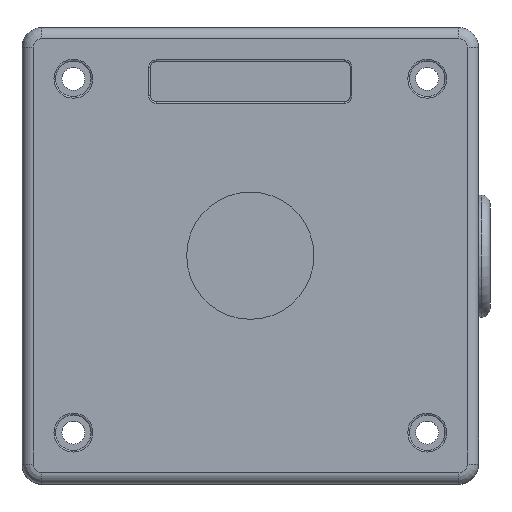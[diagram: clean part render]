
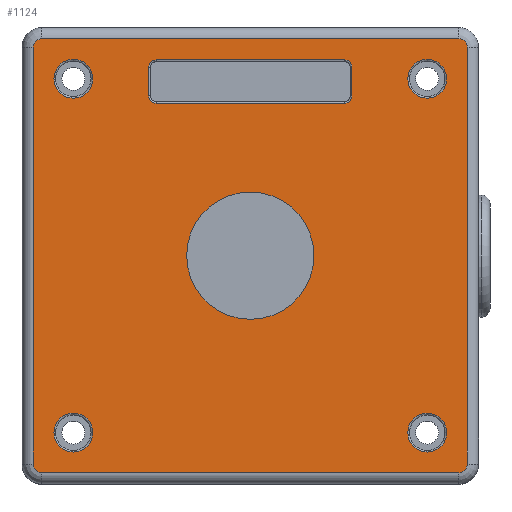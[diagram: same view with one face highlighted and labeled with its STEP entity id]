
A CAD part, top view. The second image highlights one B-rep face of the part: STEP entity #1124.
In plain terms, the highlighted planar face has unit normal (0, 0, 1).
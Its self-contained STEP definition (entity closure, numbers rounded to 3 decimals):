
#1124 = ADVANCED_FACE('',(#1125,#1136,#1206,#1276,#1287,#1298,#1309),
  #1320,.T.);
#1125 = FACE_BOUND('',#1126,.T.);
#1126 = EDGE_LOOP('',(#1127));
#1127 = ORIENTED_EDGE('',*,*,#1128,.F.);
#1128 = EDGE_CURVE('',#1129,#1129,#1131,.T.);
#1129 = VERTEX_POINT('',#1130);
#1130 = CARTESIAN_POINT('',(34.4,31.,59.9));
#1131 = CIRCLE('',#1132,3.4);
#1132 = AXIS2_PLACEMENT_3D('',#1133,#1134,#1135);
#1133 = CARTESIAN_POINT('',(31.,31.,59.9));
#1134 = DIRECTION('',(0.,0.,1.));
#1135 = DIRECTION('',(1.,0.,-0.));
#1136 = FACE_BOUND('',#1137,.T.);
#1137 = EDGE_LOOP('',(#1138,#1148,#1157,#1165,#1174,#1182,#1191,#1199));
#1138 = ORIENTED_EDGE('',*,*,#1139,.T.);
#1139 = EDGE_CURVE('',#1140,#1142,#1144,.T.);
#1140 = VERTEX_POINT('',#1141);
#1141 = CARTESIAN_POINT('',(-16.5,34.3,59.9));
#1142 = VERTEX_POINT('',#1143);
#1143 = CARTESIAN_POINT('',(16.5,34.3,59.9));
#1144 = LINE('',#1145,#1146);
#1145 = CARTESIAN_POINT('',(-16.5,34.3,59.9));
#1146 = VECTOR('',#1147,1.);
#1147 = DIRECTION('',(1.,0.,0.));
#1148 = ORIENTED_EDGE('',*,*,#1149,.T.);
#1149 = EDGE_CURVE('',#1142,#1150,#1152,.T.);
#1150 = VERTEX_POINT('',#1151);
#1151 = CARTESIAN_POINT('',(17.8,33.,59.9));
#1152 = CIRCLE('',#1153,1.3);
#1153 = AXIS2_PLACEMENT_3D('',#1154,#1155,#1156);
#1154 = CARTESIAN_POINT('',(16.5,33.,59.9));
#1155 = DIRECTION('',(0.,0.,-1.));
#1156 = DIRECTION('',(0.,1.,0.));
#1157 = ORIENTED_EDGE('',*,*,#1158,.T.);
#1158 = EDGE_CURVE('',#1150,#1159,#1161,.T.);
#1159 = VERTEX_POINT('',#1160);
#1160 = CARTESIAN_POINT('',(17.8,28.,59.9));
#1161 = LINE('',#1162,#1163);
#1162 = CARTESIAN_POINT('',(17.8,33.,59.9));
#1163 = VECTOR('',#1164,1.);
#1164 = DIRECTION('',(0.,-1.,0.));
#1165 = ORIENTED_EDGE('',*,*,#1166,.T.);
#1166 = EDGE_CURVE('',#1159,#1167,#1169,.T.);
#1167 = VERTEX_POINT('',#1168);
#1168 = CARTESIAN_POINT('',(16.5,26.7,59.9));
#1169 = CIRCLE('',#1170,1.3);
#1170 = AXIS2_PLACEMENT_3D('',#1171,#1172,#1173);
#1171 = CARTESIAN_POINT('',(16.5,28.,59.9));
#1172 = DIRECTION('',(0.,0.,-1.));
#1173 = DIRECTION('',(1.,0.,0.));
#1174 = ORIENTED_EDGE('',*,*,#1175,.T.);
#1175 = EDGE_CURVE('',#1167,#1176,#1178,.T.);
#1176 = VERTEX_POINT('',#1177);
#1177 = CARTESIAN_POINT('',(-16.5,26.7,59.9));
#1178 = LINE('',#1179,#1180);
#1179 = CARTESIAN_POINT('',(16.5,26.7,59.9));
#1180 = VECTOR('',#1181,1.);
#1181 = DIRECTION('',(-1.,0.,0.));
#1182 = ORIENTED_EDGE('',*,*,#1183,.T.);
#1183 = EDGE_CURVE('',#1176,#1184,#1186,.T.);
#1184 = VERTEX_POINT('',#1185);
#1185 = CARTESIAN_POINT('',(-17.8,28.,59.9));
#1186 = CIRCLE('',#1187,1.3);
#1187 = AXIS2_PLACEMENT_3D('',#1188,#1189,#1190);
#1188 = CARTESIAN_POINT('',(-16.5,28.,59.9));
#1189 = DIRECTION('',(-0.,-0.,-1.));
#1190 = DIRECTION('',(0.,-1.,0.));
#1191 = ORIENTED_EDGE('',*,*,#1192,.T.);
#1192 = EDGE_CURVE('',#1184,#1193,#1195,.T.);
#1193 = VERTEX_POINT('',#1194);
#1194 = CARTESIAN_POINT('',(-17.8,33.,59.9));
#1195 = LINE('',#1196,#1197);
#1196 = CARTESIAN_POINT('',(-17.8,28.,59.9));
#1197 = VECTOR('',#1198,1.);
#1198 = DIRECTION('',(0.,1.,0.));
#1199 = ORIENTED_EDGE('',*,*,#1200,.T.);
#1200 = EDGE_CURVE('',#1193,#1140,#1201,.T.);
#1201 = CIRCLE('',#1202,1.3);
#1202 = AXIS2_PLACEMENT_3D('',#1203,#1204,#1205);
#1203 = CARTESIAN_POINT('',(-16.5,33.,59.9));
#1204 = DIRECTION('',(0.,0.,-1.));
#1205 = DIRECTION('',(-1.,0.,0.));
#1206 = FACE_BOUND('',#1207,.T.);
#1207 = EDGE_LOOP('',(#1208,#1218,#1227,#1235,#1244,#1252,#1261,#1269));
#1208 = ORIENTED_EDGE('',*,*,#1209,.F.);
#1209 = EDGE_CURVE('',#1210,#1212,#1214,.T.);
#1210 = VERTEX_POINT('',#1211);
#1211 = CARTESIAN_POINT('',(38.,36.5,59.9));
#1212 = VERTEX_POINT('',#1213);
#1213 = CARTESIAN_POINT('',(38.,-36.5,59.9));
#1214 = LINE('',#1215,#1216);
#1215 = CARTESIAN_POINT('',(38.,36.5,59.9));
#1216 = VECTOR('',#1217,1.);
#1217 = DIRECTION('',(0.,-1.,0.));
#1218 = ORIENTED_EDGE('',*,*,#1219,.F.);
#1219 = EDGE_CURVE('',#1220,#1210,#1222,.T.);
#1220 = VERTEX_POINT('',#1221);
#1221 = CARTESIAN_POINT('',(36.5,38.,59.9));
#1222 = CIRCLE('',#1223,1.5);
#1223 = AXIS2_PLACEMENT_3D('',#1224,#1225,#1226);
#1224 = CARTESIAN_POINT('',(36.5,36.5,59.9));
#1225 = DIRECTION('',(0.,0.,-1.));
#1226 = DIRECTION('',(0.,1.,0.));
#1227 = ORIENTED_EDGE('',*,*,#1228,.F.);
#1228 = EDGE_CURVE('',#1229,#1220,#1231,.T.);
#1229 = VERTEX_POINT('',#1230);
#1230 = CARTESIAN_POINT('',(-36.5,38.,59.9));
#1231 = LINE('',#1232,#1233);
#1232 = CARTESIAN_POINT('',(-36.5,38.,59.9));
#1233 = VECTOR('',#1234,1.);
#1234 = DIRECTION('',(1.,0.,0.));
#1235 = ORIENTED_EDGE('',*,*,#1236,.F.);
#1236 = EDGE_CURVE('',#1237,#1229,#1239,.T.);
#1237 = VERTEX_POINT('',#1238);
#1238 = CARTESIAN_POINT('',(-38.,36.5,59.9));
#1239 = CIRCLE('',#1240,1.5);
#1240 = AXIS2_PLACEMENT_3D('',#1241,#1242,#1243);
#1241 = CARTESIAN_POINT('',(-36.5,36.5,59.9));
#1242 = DIRECTION('',(0.,0.,-1.));
#1243 = DIRECTION('',(-1.,0.,0.));
#1244 = ORIENTED_EDGE('',*,*,#1245,.F.);
#1245 = EDGE_CURVE('',#1246,#1237,#1248,.T.);
#1246 = VERTEX_POINT('',#1247);
#1247 = CARTESIAN_POINT('',(-38.,-36.5,59.9));
#1248 = LINE('',#1249,#1250);
#1249 = CARTESIAN_POINT('',(-38.,-36.5,59.9));
#1250 = VECTOR('',#1251,1.);
#1251 = DIRECTION('',(0.,1.,0.));
#1252 = ORIENTED_EDGE('',*,*,#1253,.F.);
#1253 = EDGE_CURVE('',#1254,#1246,#1256,.T.);
#1254 = VERTEX_POINT('',#1255);
#1255 = CARTESIAN_POINT('',(-36.5,-38.,59.9));
#1256 = CIRCLE('',#1257,1.5);
#1257 = AXIS2_PLACEMENT_3D('',#1258,#1259,#1260);
#1258 = CARTESIAN_POINT('',(-36.5,-36.5,59.9));
#1259 = DIRECTION('',(-0.,-0.,-1.));
#1260 = DIRECTION('',(0.,-1.,0.));
#1261 = ORIENTED_EDGE('',*,*,#1262,.F.);
#1262 = EDGE_CURVE('',#1263,#1254,#1265,.T.);
#1263 = VERTEX_POINT('',#1264);
#1264 = CARTESIAN_POINT('',(36.5,-38.,59.9));
#1265 = LINE('',#1266,#1267);
#1266 = CARTESIAN_POINT('',(36.5,-38.,59.9));
#1267 = VECTOR('',#1268,1.);
#1268 = DIRECTION('',(-1.,0.,0.));
#1269 = ORIENTED_EDGE('',*,*,#1270,.F.);
#1270 = EDGE_CURVE('',#1212,#1263,#1271,.T.);
#1271 = CIRCLE('',#1272,1.5);
#1272 = AXIS2_PLACEMENT_3D('',#1273,#1274,#1275);
#1273 = CARTESIAN_POINT('',(36.5,-36.5,59.9));
#1274 = DIRECTION('',(0.,0.,-1.));
#1275 = DIRECTION('',(1.,0.,0.));
#1276 = FACE_BOUND('',#1277,.T.);
#1277 = EDGE_LOOP('',(#1278));
#1278 = ORIENTED_EDGE('',*,*,#1279,.F.);
#1279 = EDGE_CURVE('',#1280,#1280,#1282,.T.);
#1280 = VERTEX_POINT('',#1281);
#1281 = CARTESIAN_POINT('',(11.15,0.,59.9));
#1282 = CIRCLE('',#1283,11.15);
#1283 = AXIS2_PLACEMENT_3D('',#1284,#1285,#1286);
#1284 = CARTESIAN_POINT('',(0.,0.,59.9));
#1285 = DIRECTION('',(0.,0.,1.));
#1286 = DIRECTION('',(1.,0.,0.));
#1287 = FACE_BOUND('',#1288,.T.);
#1288 = EDGE_LOOP('',(#1289));
#1289 = ORIENTED_EDGE('',*,*,#1290,.F.);
#1290 = EDGE_CURVE('',#1291,#1291,#1293,.T.);
#1291 = VERTEX_POINT('',#1292);
#1292 = CARTESIAN_POINT('',(-27.6,31.,59.9));
#1293 = CIRCLE('',#1294,3.4);
#1294 = AXIS2_PLACEMENT_3D('',#1295,#1296,#1297);
#1295 = CARTESIAN_POINT('',(-31.,31.,59.9));
#1296 = DIRECTION('',(0.,0.,1.));
#1297 = DIRECTION('',(1.,0.,-0.));
#1298 = FACE_BOUND('',#1299,.T.);
#1299 = EDGE_LOOP('',(#1300));
#1300 = ORIENTED_EDGE('',*,*,#1301,.F.);
#1301 = EDGE_CURVE('',#1302,#1302,#1304,.T.);
#1302 = VERTEX_POINT('',#1303);
#1303 = CARTESIAN_POINT('',(-27.6,-31.,59.9));
#1304 = CIRCLE('',#1305,3.4);
#1305 = AXIS2_PLACEMENT_3D('',#1306,#1307,#1308);
#1306 = CARTESIAN_POINT('',(-31.,-31.,59.9));
#1307 = DIRECTION('',(0.,0.,1.));
#1308 = DIRECTION('',(1.,0.,-0.));
#1309 = FACE_BOUND('',#1310,.T.);
#1310 = EDGE_LOOP('',(#1311));
#1311 = ORIENTED_EDGE('',*,*,#1312,.F.);
#1312 = EDGE_CURVE('',#1313,#1313,#1315,.T.);
#1313 = VERTEX_POINT('',#1314);
#1314 = CARTESIAN_POINT('',(34.4,-31.,59.9));
#1315 = CIRCLE('',#1316,3.4);
#1316 = AXIS2_PLACEMENT_3D('',#1317,#1318,#1319);
#1317 = CARTESIAN_POINT('',(31.,-31.,59.9));
#1318 = DIRECTION('',(0.,0.,1.));
#1319 = DIRECTION('',(1.,0.,-0.));
#1320 = PLANE('',#1321);
#1321 = AXIS2_PLACEMENT_3D('',#1322,#1323,#1324);
#1322 = CARTESIAN_POINT('',(0.,0.,59.9));
#1323 = DIRECTION('',(0.,0.,1.));
#1324 = DIRECTION('',(1.,0.,0.));
